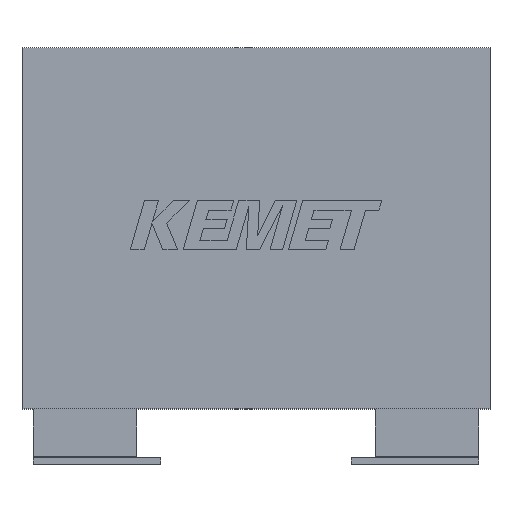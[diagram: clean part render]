
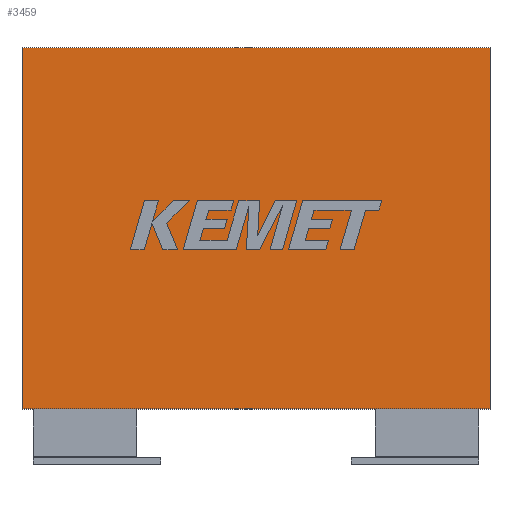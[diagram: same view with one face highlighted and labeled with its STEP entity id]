
A CAD part, top view. The second image highlights one B-rep face of the part: STEP entity #3459.
In plain terms, the highlighted planar face has unit normal (0, 0, 1).
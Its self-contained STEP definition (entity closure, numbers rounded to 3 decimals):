
#30 = VERTEX_POINT ( 'NONE', #3109 ) ;
#136 = CARTESIAN_POINT ( 'NONE',  ( 58.7, 45.3, 30.5 ) ) ;
#213 = CARTESIAN_POINT ( 'NONE',  ( 0., 0., 30.5 ) ) ;
#289 = EDGE_CURVE ( 'NONE', #30, #1698, #516, .T. ) ;
#306 = CARTESIAN_POINT ( 'NONE',  ( 0., 0., 30.5 ) ) ;
#479 = CARTESIAN_POINT ( 'NONE',  ( 58.7, 0., 30.5 ) ) ;
#516 = LINE ( 'NONE', #306, #3485 ) ;
#575 = DIRECTION ( 'NONE',  ( 0., -1., 0. ) ) ;
#693 = EDGE_CURVE ( 'NONE', #3073, #30, #820, .T. ) ;
#808 = DIRECTION ( 'NONE',  ( 0., 1., 0. ) ) ;
#820 = LINE ( 'NONE', #1874, #3069 ) ;
#1242 = ORIENTED_EDGE ( 'NONE', *, *, #289, .T. ) ;
#1441 = VECTOR ( 'NONE', #808, 1000. ) ;
#1519 = LINE ( 'NONE', #2341, #2521 ) ;
#1698 = VERTEX_POINT ( 'NONE', #213 ) ;
#1754 = VERTEX_POINT ( 'NONE', #479 ) ;
#1830 = CARTESIAN_POINT ( 'NONE',  ( 0., 0., 30.5 ) ) ;
#1874 = CARTESIAN_POINT ( 'NONE',  ( 0., 45.3, 30.5 ) ) ;
#1922 = FACE_OUTER_BOUND ( 'NONE', #3489, .T. ) ;
#2062 = LINE ( 'NONE', #3433, #1441 ) ;
#2064 = ORIENTED_EDGE ( 'NONE', *, *, #693, .T. ) ;
#2093 = DIRECTION ( 'NONE',  ( -1., 0., 0. ) ) ;
#2096 = DIRECTION ( 'NONE',  ( 1., 0., 0. ) ) ;
#2341 = CARTESIAN_POINT ( 'NONE',  ( 0., 0., 30.5 ) ) ;
#2460 = AXIS2_PLACEMENT_3D ( 'NONE', #1830, #2928, #2093 ) ;
#2476 = EDGE_CURVE ( 'NONE', #1754, #3073, #2062, .T. ) ;
#2521 = VECTOR ( 'NONE', #2096, 1000. ) ;
#2838 = ORIENTED_EDGE ( 'NONE', *, *, #2476, .T. ) ;
#2917 = EDGE_CURVE ( 'NONE', #1698, #1754, #1519, .T. ) ;
#2928 = DIRECTION ( 'NONE',  ( 0., 0., -1. ) ) ;
#3069 = VECTOR ( 'NONE', #3246, 1000. ) ;
#3073 = VERTEX_POINT ( 'NONE', #136 ) ;
#3105 = ORIENTED_EDGE ( 'NONE', *, *, #2917, .T. ) ;
#3109 = CARTESIAN_POINT ( 'NONE',  ( 0., 45.3, 30.5 ) ) ;
#3246 = DIRECTION ( 'NONE',  ( -1., 0., 0. ) ) ;
#3429 = PLANE ( 'NONE',  #2460 ) ;
#3433 = CARTESIAN_POINT ( 'NONE',  ( 58.7, 0., 30.5 ) ) ;
#3459 = ADVANCED_FACE ( 'NONE', ( #1922 ), #3429, .F. ) ;
#3485 = VECTOR ( 'NONE', #575, 1000. ) ;
#3489 = EDGE_LOOP ( 'NONE', ( #1242, #3105, #2838, #2064 ) ) ;
